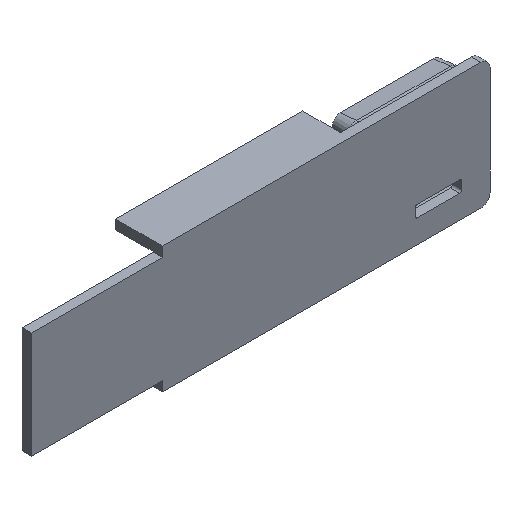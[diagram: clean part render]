
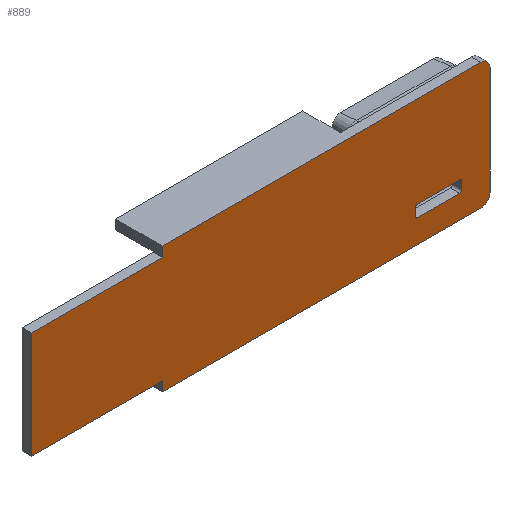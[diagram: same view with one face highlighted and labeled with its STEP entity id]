
A CAD part, isometric view. The second image highlights one B-rep face of the part: STEP entity #889.
In plain terms, the highlighted planar face has unit normal (0, -1, 0).
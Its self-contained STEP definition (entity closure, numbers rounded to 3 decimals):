
#8 = DIRECTION ( 'NONE',  ( 0., 0., -1. ) ) ;
#9 = LINE ( 'NONE', #1673, #102 ) ;
#11 = ORIENTED_EDGE ( 'NONE', *, *, #419, .F. ) ;
#102 = VECTOR ( 'NONE', #438, 1000. ) ;
#103 = FACE_BOUND ( 'NONE', #1660, .T. ) ;
#131 = VERTEX_POINT ( 'NONE', #1791 ) ;
#133 = ORIENTED_EDGE ( 'NONE', *, *, #631, .F. ) ;
#145 = LINE ( 'NONE', #535, #434 ) ;
#163 = DIRECTION ( 'NONE',  ( 0., 0., -1. ) ) ;
#169 = CARTESIAN_POINT ( 'NONE',  ( -1.5, 0., -8. ) ) ;
#180 = DIRECTION ( 'NONE',  ( 0., -1., 0. ) ) ;
#185 = LINE ( 'NONE', #1477, #573 ) ;
#195 = AXIS2_PLACEMENT_3D ( 'NONE', #1750, #1594, #370 ) ;
#206 = CIRCLE ( 'NONE', #373, 0.5 ) ;
#237 = VERTEX_POINT ( 'NONE', #1512 ) ;
#248 = ORIENTED_EDGE ( 'NONE', *, *, #1291, .T. ) ;
#249 = CARTESIAN_POINT ( 'NONE',  ( -84., 0., 11.4 ) ) ;
#261 = EDGE_CURVE ( 'NONE', #1058, #673, #1110, .T. ) ;
#290 = LINE ( 'NONE', #562, #1054 ) ;
#295 = EDGE_CURVE ( 'NONE', #237, #472, #290, .T. ) ;
#307 = VERTEX_POINT ( 'NONE', #1689 ) ;
#324 = CARTESIAN_POINT ( 'NONE',  ( 8., 0., -8. ) ) ;
#341 = DIRECTION ( 'NONE',  ( 0., 1., 0. ) ) ;
#353 = ORIENTED_EDGE ( 'NONE', *, *, #506, .T. ) ;
#363 = VERTEX_POINT ( 'NONE', #1412 ) ;
#370 = DIRECTION ( 'NONE',  ( 0., 0., -1. ) ) ;
#373 = AXIS2_PLACEMENT_3D ( 'NONE', #1468, #341, #1732 ) ;
#406 = AXIS2_PLACEMENT_3D ( 'NONE', #1497, #1622, #1779 ) ;
#408 = CIRCLE ( 'NONE', #548, 2. ) ;
#419 = EDGE_CURVE ( 'NONE', #237, #1059, #1724, .T. ) ;
#424 = CARTESIAN_POINT ( 'NONE',  ( 12., 0., 13.5 ) ) ;
#428 = VERTEX_POINT ( 'NONE', #324 ) ;
#434 = VECTOR ( 'NONE', #1514, 1000. ) ;
#438 = DIRECTION ( 'NONE',  ( 0., 0., -1. ) ) ;
#466 = DIRECTION ( 'NONE',  ( 0., 0., -1. ) ) ;
#471 = ORIENTED_EDGE ( 'NONE', *, *, #1229, .T. ) ;
#472 = VERTEX_POINT ( 'NONE', #487 ) ;
#487 = CARTESIAN_POINT ( 'NONE',  ( -56., 0., -11.4 ) ) ;
#498 = DIRECTION ( 'NONE',  ( 0., 0., 1. ) ) ;
#506 = EDGE_CURVE ( 'NONE', #837, #131, #1129, .T. ) ;
#512 = CARTESIAN_POINT ( 'NONE',  ( -84., 0., 11.4 ) ) ;
#514 = ORIENTED_EDGE ( 'NONE', *, *, #1184, .F. ) ;
#518 = LINE ( 'NONE', #1746, #599 ) ;
#535 = CARTESIAN_POINT ( 'NONE',  ( -2., 0., -6. ) ) ;
#540 = FACE_OUTER_BOUND ( 'NONE', #1744, .T. ) ;
#548 = AXIS2_PLACEMENT_3D ( 'NONE', #1417, #180, #163 ) ;
#558 = VERTEX_POINT ( 'NONE', #797 ) ;
#562 = CARTESIAN_POINT ( 'NONE',  ( -84., 0., -11.4 ) ) ;
#573 = VECTOR ( 'NONE', #959, 1000. ) ;
#584 = DIRECTION ( 'NONE',  ( 0., 0., -1. ) ) ;
#597 = CARTESIAN_POINT ( 'NONE',  ( -14., 0., -13.5 ) ) ;
#599 = VECTOR ( 'NONE', #498, 1000. ) ;
#600 = CARTESIAN_POINT ( 'NONE',  ( -56., 0., -11.4 ) ) ;
#611 = CARTESIAN_POINT ( 'NONE',  ( 7.5, 0., -6. ) ) ;
#612 = DIRECTION ( 'NONE',  ( 0., 0., 1. ) ) ;
#631 = EDGE_CURVE ( 'NONE', #966, #1519, #1752, .T. ) ;
#646 = PLANE ( 'NONE',  #406 ) ;
#656 = DIRECTION ( 'NONE',  ( 1., 0., 0. ) ) ;
#673 = VERTEX_POINT ( 'NONE', #1396 ) ;
#714 = DIRECTION ( 'NONE',  ( -1., 0., 0. ) ) ;
#739 = EDGE_CURVE ( 'NONE', #472, #1125, #1271, .T. ) ;
#741 = LINE ( 'NONE', #597, #1561 ) ;
#763 = CARTESIAN_POINT ( 'NONE',  ( -1.5, 0., -8.5 ) ) ;
#779 = CARTESIAN_POINT ( 'NONE',  ( -14., 0., 13.5 ) ) ;
#797 = CARTESIAN_POINT ( 'NONE',  ( -56., 0., 11.4 ) ) ;
#837 = VERTEX_POINT ( 'NONE', #611 ) ;
#844 = EDGE_CURVE ( 'NONE', #1549, #1588, #206, .T. ) ;
#859 = CARTESIAN_POINT ( 'NONE',  ( -2., 0., -6. ) ) ;
#866 = CARTESIAN_POINT ( 'NONE',  ( 8., 0., -6. ) ) ;
#872 = EDGE_CURVE ( 'NONE', #363, #1519, #1651, .T. ) ;
#879 = EDGE_CURVE ( 'NONE', #1529, #1058, #185, .T. ) ;
#887 = VECTOR ( 'NONE', #1486, 1000. ) ;
#889 = ADVANCED_FACE ( 'NONE', ( #103, #540 ), #646, .T. ) ;
#912 = ORIENTED_EDGE ( 'NONE', *, *, #872, .T. ) ;
#927 = VECTOR ( 'NONE', #656, 1000. ) ;
#959 = DIRECTION ( 'NONE',  ( -1., 0., 0. ) ) ;
#961 = DIRECTION ( 'NONE',  ( 1., 0., 0. ) ) ;
#966 = VERTEX_POINT ( 'NONE', #1185 ) ;
#970 = ORIENTED_EDGE ( 'NONE', *, *, #261, .T. ) ;
#986 = EDGE_CURVE ( 'NONE', #1059, #558, #1777, .T. ) ;
#1033 = DIRECTION ( 'NONE',  ( 0., 1., 0. ) ) ;
#1054 = VECTOR ( 'NONE', #961, 1000. ) ;
#1058 = VERTEX_POINT ( 'NONE', #763 ) ;
#1059 = VERTEX_POINT ( 'NONE', #512 ) ;
#1067 = ORIENTED_EDGE ( 'NONE', *, *, #295, .T. ) ;
#1092 = CIRCLE ( 'NONE', #1653, 0.5 ) ;
#1107 = ORIENTED_EDGE ( 'NONE', *, *, #844, .T. ) ;
#1110 = CIRCLE ( 'NONE', #1225, 0.5 ) ;
#1119 = EDGE_CURVE ( 'NONE', #673, #1549, #1697, .T. ) ;
#1125 = VERTEX_POINT ( 'NONE', #1279 ) ;
#1129 = CIRCLE ( 'NONE', #1245, 0.5 ) ;
#1134 = ORIENTED_EDGE ( 'NONE', *, *, #986, .F. ) ;
#1171 = EDGE_CURVE ( 'NONE', #307, #1347, #408, .T. ) ;
#1174 = VECTOR ( 'NONE', #1418, 1000. ) ;
#1179 = DIRECTION ( 'NONE',  ( 0., 0., -1. ) ) ;
#1184 = EDGE_CURVE ( 'NONE', #307, #1125, #741, .T. ) ;
#1185 = CARTESIAN_POINT ( 'NONE',  ( -56., 0., 13.5 ) ) ;
#1202 = CARTESIAN_POINT ( 'NONE',  ( 14., 0., -11.5 ) ) ;
#1209 = ORIENTED_EDGE ( 'NONE', *, *, #1171, .T. ) ;
#1225 = AXIS2_PLACEMENT_3D ( 'NONE', #169, #1402, #8 ) ;
#1228 = CARTESIAN_POINT ( 'NONE',  ( 7.5, 0., -8.5 ) ) ;
#1229 = EDGE_CURVE ( 'NONE', #131, #428, #1582, .T. ) ;
#1245 = AXIS2_PLACEMENT_3D ( 'NONE', #1459, #1318, #584 ) ;
#1271 = LINE ( 'NONE', #600, #1687 ) ;
#1279 = CARTESIAN_POINT ( 'NONE',  ( -56., 0., -13.5 ) ) ;
#1285 = ORIENTED_EDGE ( 'NONE', *, *, #1119, .T. ) ;
#1291 = EDGE_CURVE ( 'NONE', #428, #1529, #1092, .T. ) ;
#1318 = DIRECTION ( 'NONE',  ( 0., 1., 0. ) ) ;
#1333 = CARTESIAN_POINT ( 'NONE',  ( 7.5, 0., -8. ) ) ;
#1340 = ORIENTED_EDGE ( 'NONE', *, *, #879, .T. ) ;
#1347 = VERTEX_POINT ( 'NONE', #1202 ) ;
#1390 = EDGE_CURVE ( 'NONE', #558, #966, #518, .T. ) ;
#1391 = CARTESIAN_POINT ( 'NONE',  ( -2., 0., -6.5 ) ) ;
#1396 = CARTESIAN_POINT ( 'NONE',  ( -2., 0., -8. ) ) ;
#1402 = DIRECTION ( 'NONE',  ( 0., 1., 0. ) ) ;
#1404 = CARTESIAN_POINT ( 'NONE',  ( -1.5, 0., -6. ) ) ;
#1412 = CARTESIAN_POINT ( 'NONE',  ( 14., 0., 11.5 ) ) ;
#1416 = ORIENTED_EDGE ( 'NONE', *, *, #739, .T. ) ;
#1417 = CARTESIAN_POINT ( 'NONE',  ( 12., 0., -11.5 ) ) ;
#1418 = DIRECTION ( 'NONE',  ( 0., 0., 1. ) ) ;
#1424 = EDGE_CURVE ( 'NONE', #1588, #837, #145, .T. ) ;
#1442 = CARTESIAN_POINT ( 'NONE',  ( -84., 0., -13.5 ) ) ;
#1459 = CARTESIAN_POINT ( 'NONE',  ( 7.5, 0., -6.5 ) ) ;
#1468 = CARTESIAN_POINT ( 'NONE',  ( -1.5, 0., -6.5 ) ) ;
#1477 = CARTESIAN_POINT ( 'NONE',  ( -2., 0., -8.5 ) ) ;
#1486 = DIRECTION ( 'NONE',  ( 1., 0., 0. ) ) ;
#1493 = VECTOR ( 'NONE', #612, 1000. ) ;
#1497 = CARTESIAN_POINT ( 'NONE',  ( 0., 0., 0. ) ) ;
#1499 = ORIENTED_EDGE ( 'NONE', *, *, #1390, .F. ) ;
#1512 = CARTESIAN_POINT ( 'NONE',  ( -84., 0., -11.4 ) ) ;
#1514 = DIRECTION ( 'NONE',  ( 1., 0., 0. ) ) ;
#1519 = VERTEX_POINT ( 'NONE', #424 ) ;
#1529 = VERTEX_POINT ( 'NONE', #1228 ) ;
#1549 = VERTEX_POINT ( 'NONE', #1391 ) ;
#1556 = EDGE_CURVE ( 'NONE', #363, #1347, #9, .T. ) ;
#1561 = VECTOR ( 'NONE', #714, 1000. ) ;
#1563 = ORIENTED_EDGE ( 'NONE', *, *, #1556, .F. ) ;
#1582 = LINE ( 'NONE', #866, #1592 ) ;
#1588 = VERTEX_POINT ( 'NONE', #1404 ) ;
#1592 = VECTOR ( 'NONE', #466, 1000. ) ;
#1594 = DIRECTION ( 'NONE',  ( 0., -1., 0. ) ) ;
#1622 = DIRECTION ( 'NONE',  ( 0., -1., 0. ) ) ;
#1651 = CIRCLE ( 'NONE', #195, 2. ) ;
#1653 = AXIS2_PLACEMENT_3D ( 'NONE', #1333, #1033, #1764 ) ;
#1660 = EDGE_LOOP ( 'NONE', ( #471, #248, #1340, #970, #1285, #1107, #1782, #353 ) ) ;
#1673 = CARTESIAN_POINT ( 'NONE',  ( 14., 0., 13.5 ) ) ;
#1687 = VECTOR ( 'NONE', #1179, 1000. ) ;
#1689 = CARTESIAN_POINT ( 'NONE',  ( 12., 0., -13.5 ) ) ;
#1697 = LINE ( 'NONE', #859, #1174 ) ;
#1724 = LINE ( 'NONE', #1442, #1493 ) ;
#1732 = DIRECTION ( 'NONE',  ( 0., 0., -1. ) ) ;
#1744 = EDGE_LOOP ( 'NONE', ( #1499, #1134, #11, #1067, #1416, #514, #1209, #1563, #912, #133 ) ) ;
#1746 = CARTESIAN_POINT ( 'NONE',  ( -56., 0., 11.4 ) ) ;
#1750 = CARTESIAN_POINT ( 'NONE',  ( 12., 0., 11.5 ) ) ;
#1752 = LINE ( 'NONE', #779, #927 ) ;
#1764 = DIRECTION ( 'NONE',  ( 0., 0., -1. ) ) ;
#1777 = LINE ( 'NONE', #249, #887 ) ;
#1779 = DIRECTION ( 'NONE',  ( 0., 0., -1. ) ) ;
#1782 = ORIENTED_EDGE ( 'NONE', *, *, #1424, .T. ) ;
#1791 = CARTESIAN_POINT ( 'NONE',  ( 8., 0., -6.5 ) ) ;
